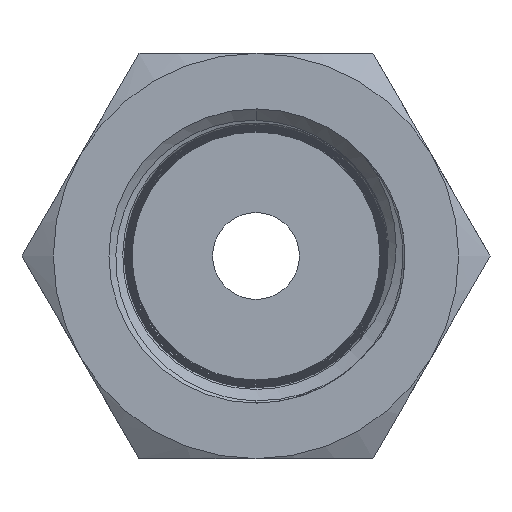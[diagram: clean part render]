
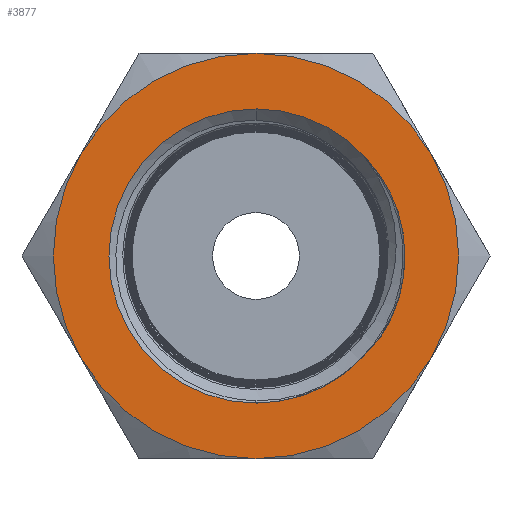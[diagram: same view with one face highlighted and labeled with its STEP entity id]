
A CAD part, front view. The second image highlights one B-rep face of the part: STEP entity #3877.
In plain terms, the highlighted planar face has unit normal (0, -1, 0).
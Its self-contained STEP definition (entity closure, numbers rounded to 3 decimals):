
#13 = EDGE_CURVE ( 'NONE', #20471, #19737, #13078, .T. ) ;
#76 = AXIS2_PLACEMENT_3D ( 'NONE', #18173, #7053, #20119 ) ;
#210 = CARTESIAN_POINT ( 'NONE',  ( 4.875, -14.22, -1.647 ) ) ;
#631 = ORIENTED_EDGE ( 'NONE', *, *, #11076, .F. ) ;
#887 = CARTESIAN_POINT ( 'NONE',  ( 0., -14.22, 0. ) ) ;
#1165 = DIRECTION ( 'NONE',  ( 0., 0., 1. ) ) ;
#1302 = ORIENTED_EDGE ( 'NONE', *, *, #6107, .T. ) ;
#1358 = EDGE_CURVE ( 'NONE', #9826, #12030, #17749, .T. ) ;
#1864 = CARTESIAN_POINT ( 'NONE',  ( 3.749, -14.22, 3.43 ) ) ;
#2022 = CARTESIAN_POINT ( 'NONE',  ( 4.467, -14.22, -2.524 ) ) ;
#2126 = DIRECTION ( 'NONE',  ( 0., 1., 0. ) ) ;
#2680 = DIRECTION ( 'NONE',  ( 0., 0., 1. ) ) ;
#3498 = CARTESIAN_POINT ( 'NONE',  ( 3.746, -14.22, 3.434 ) ) ;
#3608 = VERTEX_POINT ( 'NONE', #6441 ) ;
#3717 = CARTESIAN_POINT ( 'NONE',  ( 4.535, -14.22, 2.405 ) ) ;
#3790 = CARTESIAN_POINT ( 'NONE',  ( 3.899, -14.22, -3.298 ) ) ;
#3877 = ADVANCED_FACE ( 'NONE', ( #12559, #17560 ), #12884, .F. ) ;
#4025 = CARTESIAN_POINT ( 'NONE',  ( 0., -14.22, -7. ) ) ;
#4365 = VERTEX_POINT ( 'NONE', #16442 ) ;
#4558 = CARTESIAN_POINT ( 'NONE',  ( -6.062, -14.22, -3.5 ) ) ;
#4692 = EDGE_CURVE ( 'NONE', #12030, #4365, #10534, .T. ) ;
#4973 = VERTEX_POINT ( 'NONE', #6060 ) ;
#5222 = CARTESIAN_POINT ( 'NONE',  ( 0., -14.22, 0. ) ) ;
#5225 = CARTESIAN_POINT ( 'NONE',  ( 3.742, -14.22, 3.437 ) ) ;
#5347 = ORIENTED_EDGE ( 'NONE', *, *, #1358, .F. ) ;
#5513 = CARTESIAN_POINT ( 'NONE',  ( 4.918, -14.22, 1.52 ) ) ;
#5788 = CARTESIAN_POINT ( 'NONE',  ( 0., -14.22, -5.081 ) ) ;
#5823 = CIRCLE ( 'NONE', #12732, 7. ) ;
#6060 = CARTESIAN_POINT ( 'NONE',  ( 0., -14.22, 5.081 ) ) ;
#6107 = EDGE_CURVE ( 'NONE', #19737, #4973, #8398, .T. ) ;
#6361 = VERTEX_POINT ( 'NONE', #4558 ) ;
#6441 = CARTESIAN_POINT ( 'NONE',  ( 3.738, -14.22, 3.441 ) ) ;
#6475 = DIRECTION ( 'NONE',  ( 0., 1., 0. ) ) ;
#6570 = ORIENTED_EDGE ( 'NONE', *, *, #7241, .T. ) ;
#7042 = DIRECTION ( 'NONE',  ( 0., 0., 1. ) ) ;
#7053 = DIRECTION ( 'NONE',  ( 0., 1., 0. ) ) ;
#7120 = DIRECTION ( 'NONE',  ( 0., 1., 0. ) ) ;
#7241 = EDGE_CURVE ( 'NONE', #7555, #4365, #13856, .T. ) ;
#7324 = CARTESIAN_POINT ( 'NONE',  ( 5.122, -14.22, 0.573 ) ) ;
#7476 = EDGE_CURVE ( 'NONE', #10382, #20471, #21236, .T. ) ;
#7555 = VERTEX_POINT ( 'NONE', #4025 ) ;
#8273 = CARTESIAN_POINT ( 'NONE',  ( 0., -14.22, 0. ) ) ;
#8398 = CIRCLE ( 'NONE', #13748, 5.081 ) ;
#8474 = CARTESIAN_POINT ( 'NONE',  ( 0., -14.22, 0. ) ) ;
#8831 = CARTESIAN_POINT ( 'NONE',  ( 0., -14.22, 0. ) ) ;
#9159 = CARTESIAN_POINT ( 'NONE',  ( 5.14, -14.22, -0.387 ) ) ;
#9550 = ORIENTED_EDGE ( 'NONE', *, *, #17257, .T. ) ;
#9574 = EDGE_LOOP ( 'NONE', ( #15601, #1302, #9550, #23091, #19824 ) ) ;
#9826 = VERTEX_POINT ( 'NONE', #17554 ) ;
#9827 = CARTESIAN_POINT ( 'NONE',  ( 0., -14.22, 0. ) ) ;
#10339 = DIRECTION ( 'NONE',  ( 0., 0., 1. ) ) ;
#10382 = VERTEX_POINT ( 'NONE', #12196 ) ;
#10534 = CIRCLE ( 'NONE', #15755, 7. ) ;
#10693 = DIRECTION ( 'NONE',  ( 0., 0., 1. ) ) ;
#10706 = CIRCLE ( 'NONE', #16860, 7. ) ;
#11012 = AXIS2_PLACEMENT_3D ( 'NONE', #5222, #18161, #7042 ) ;
#11026 = CARTESIAN_POINT ( 'NONE',  ( 4.972, -14.22, -1.342 ) ) ;
#11076 = EDGE_CURVE ( 'NONE', #7555, #6361, #15695, .T. ) ;
#11681 = DIRECTION ( 'NONE',  ( 0., 0., -1. ) ) ;
#12005 = DIRECTION ( 'NONE',  ( 0., 1., 0. ) ) ;
#12030 = VERTEX_POINT ( 'NONE', #16866 ) ;
#12196 = CARTESIAN_POINT ( 'NONE',  ( 3.749, -14.22, 3.43 ) ) ;
#12559 = FACE_BOUND ( 'NONE', #9574, .T. ) ;
#12732 = AXIS2_PLACEMENT_3D ( 'NONE', #18245, #7120, #20193 ) ;
#12860 = CARTESIAN_POINT ( 'NONE',  ( 4.624, -14.22, -2.237 ) ) ;
#12884 = PLANE ( 'NONE',  #18462 ) ;
#12976 = CARTESIAN_POINT ( 'NONE',  ( 0., -14.22, 0. ) ) ;
#12980 = CARTESIAN_POINT ( 'NONE',  ( 3.663, -14.22, -3.52 ) ) ;
#13078 = CIRCLE ( 'NONE', #21118, 5.081 ) ;
#13572 = DIRECTION ( 'NONE',  ( 0., 1., 0. ) ) ;
#13748 = AXIS2_PLACEMENT_3D ( 'NONE', #8831, #21952, #10693 ) ;
#13794 = EDGE_CURVE ( 'NONE', #3608, #10382, #15336, .T. ) ;
#13856 = CIRCLE ( 'NONE', #17734, 7. ) ;
#14078 = CIRCLE ( 'NONE', #76, 5.081 ) ;
#14666 = CARTESIAN_POINT ( 'NONE',  ( 4.183, -14.22, 2.948 ) ) ;
#14744 = CARTESIAN_POINT ( 'NONE',  ( 4.105, -14.22, -3.053 ) ) ;
#14843 = DIRECTION ( 'NONE',  ( 0., 0., 1. ) ) ;
#14928 = EDGE_CURVE ( 'NONE', #6361, #16269, #10706, .T. ) ;
#15269 = EDGE_LOOP ( 'NONE', ( #5347, #19642, #17465, #631, #6570, #21219 ) ) ;
#15336 = B_SPLINE_CURVE_WITH_KNOTS ( 'NONE', 3,
 ( #18163, #5225, #3498, #16313 ),
 .UNSPECIFIED., .F., .F.,
 ( 4, 4 ),
 ( 0.008, 0.008 ),
 .UNSPECIFIED. ) ;
#15601 = ORIENTED_EDGE ( 'NONE', *, *, #13, .T. ) ;
#15695 = CIRCLE ( 'NONE', #11012, 7. ) ;
#15755 = AXIS2_PLACEMENT_3D ( 'NONE', #887, #13572, #2680 ) ;
#16269 = VERTEX_POINT ( 'NONE', #17296 ) ;
#16313 = CARTESIAN_POINT ( 'NONE',  ( 3.749, -14.22, 3.43 ) ) ;
#16442 = CARTESIAN_POINT ( 'NONE',  ( 6.062, -14.22, -3.5 ) ) ;
#16545 = CARTESIAN_POINT ( 'NONE',  ( 4.683, -14.22, 2.116 ) ) ;
#16632 = CARTESIAN_POINT ( 'NONE',  ( 3.663, -14.22, -3.52 ) ) ;
#16860 = AXIS2_PLACEMENT_3D ( 'NONE', #8474, #21604, #10339 ) ;
#16866 = CARTESIAN_POINT ( 'NONE',  ( 6.062, -14.22, 3.5 ) ) ;
#17257 = EDGE_CURVE ( 'NONE', #4973, #3608, #14078, .T. ) ;
#17296 = CARTESIAN_POINT ( 'NONE',  ( -6.062, -14.22, 3.5 ) ) ;
#17465 = ORIENTED_EDGE ( 'NONE', *, *, #14928, .F. ) ;
#17554 = CARTESIAN_POINT ( 'NONE',  ( 0., -14.22, 7. ) ) ;
#17560 = FACE_OUTER_BOUND ( 'NONE', #15269, .T. ) ;
#17734 = AXIS2_PLACEMENT_3D ( 'NONE', #9827, #22959, #11681 ) ;
#17749 = CIRCLE ( 'NONE', #23334, 7. ) ;
#18161 = DIRECTION ( 'NONE',  ( 0., 1., 0. ) ) ;
#18163 = CARTESIAN_POINT ( 'NONE',  ( 3.738, -14.22, 3.441 ) ) ;
#18173 = CARTESIAN_POINT ( 'NONE',  ( 0., -14.22, 0. ) ) ;
#18245 = CARTESIAN_POINT ( 'NONE',  ( 0., -14.22, 0. ) ) ;
#18462 = AXIS2_PLACEMENT_3D ( 'NONE', #12976, #2126, #14843 ) ;
#18482 = CARTESIAN_POINT ( 'NONE',  ( 5.006, -14.22, 1.212 ) ) ;
#19509 = DIRECTION ( 'NONE',  ( 0., 0., 1. ) ) ;
#19642 = ORIENTED_EDGE ( 'NONE', *, *, #20206, .F. ) ;
#19737 = VERTEX_POINT ( 'NONE', #5788 ) ;
#19824 = ORIENTED_EDGE ( 'NONE', *, *, #7476, .T. ) ;
#20119 = DIRECTION ( 'NONE',  ( 0., 0., 1. ) ) ;
#20193 = DIRECTION ( 'NONE',  ( 0., 0., 1. ) ) ;
#20206 = EDGE_CURVE ( 'NONE', #16269, #9826, #5823, .T. ) ;
#20340 = CARTESIAN_POINT ( 'NONE',  ( 3.981, -14.22, 3.202 ) ) ;
#20422 = CARTESIAN_POINT ( 'NONE',  ( 5.148, -14.22, 0.253 ) ) ;
#20471 = VERTEX_POINT ( 'NONE', #12980 ) ;
#21118 = AXIS2_PLACEMENT_3D ( 'NONE', #8273, #6475, #19509 ) ;
#21219 = ORIENTED_EDGE ( 'NONE', *, *, #4692, .F. ) ;
#21236 = B_SPLINE_CURVE_WITH_KNOTS ( 'NONE', 3,
 ( #1864, #20340, #14666, #3717, #16545, #5513, #18482, #7324, #20422, #9159, #22278, #11026, #210, #12860, #2022, #14744, #3790, #16632 ),
 .UNSPECIFIED., .F., .F.,
 ( 4, 2, 2, 2, 2, 2, 2, 2, 4 ),
 ( 0., 0.001, 0.002, 0.003, 0.004, 0.005, 0.006, 0.007, 0.008 ),
 .UNSPECIFIED. ) ;
#21604 = DIRECTION ( 'NONE',  ( 0., 1., 0. ) ) ;
#21952 = DIRECTION ( 'NONE',  ( 0., 1., 0. ) ) ;
#22278 = CARTESIAN_POINT ( 'NONE',  ( 5.104, -14.22, -0.712 ) ) ;
#22959 = DIRECTION ( 'NONE',  ( 0., -1., 0. ) ) ;
#23091 = ORIENTED_EDGE ( 'NONE', *, *, #13794, .T. ) ;
#23301 = CARTESIAN_POINT ( 'NONE',  ( 0., -14.22, 0. ) ) ;
#23334 = AXIS2_PLACEMENT_3D ( 'NONE', #23301, #12005, #1165 ) ;
